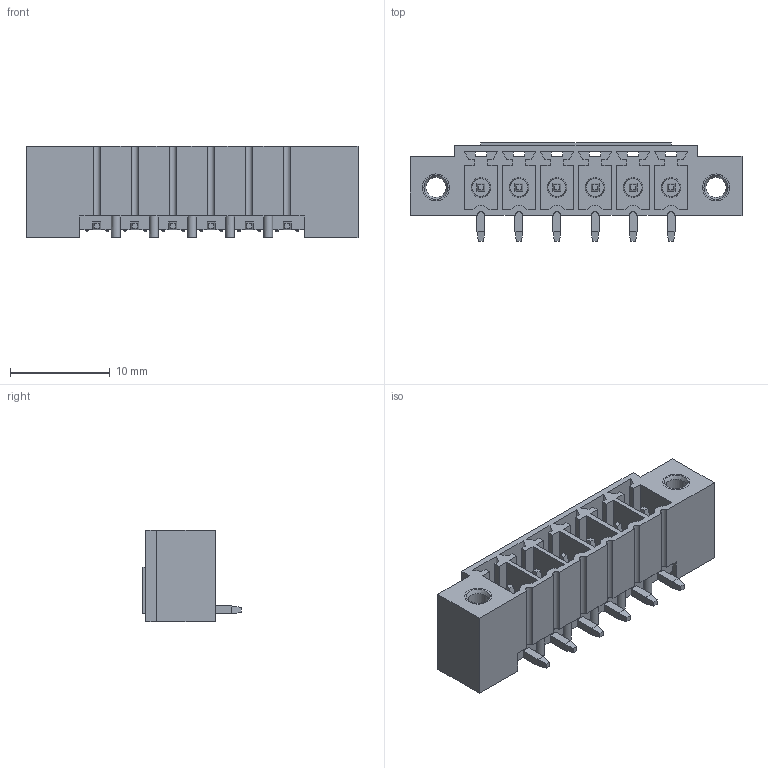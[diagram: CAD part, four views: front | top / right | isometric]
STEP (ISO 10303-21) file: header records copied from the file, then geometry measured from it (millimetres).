
FILE_DESCRIPTION(/* description */ ('Unknown'),/* implementation_level */ '2;1');
FILE_NAME(/* name */ '691701350006B',/* time_stamp */ '2018-04-13T12:24:15+02:00',/* author */ ('Unknown'),/* organization */ ('Unknown'),/* preprocessor_version */ 'ST-DEVELOPER v16.7',/* originating_system */ 'DEX',/* authorisation */ $);
FILE_SCHEMA (('AUTOMOTIVE_DESIGN {1 0 10303 214 3 1 1}'));
Length unit declared in the file: millimetre
Products named in the file (4): 6917013500xxB; 691701350006B; 6917013500xxB_PIN; 6917013500xxB_Thread
Assembly tree (9 placements, depth 2):
  6917013500xxB
    691701350006B
    6917013500xxB_PIN  x6
    6917013500xxB_Thread  x2
Bounding box: 33.25 x 9.9 x 9.2 mm (x, y, z)
Volume: 1165.6 mm3; surface area: 2769.7 mm2
Topology: 9 solids, 9 shells, 401 faces, 1066 edges, 693 vertices
Faces by surface type: plane 329, cylinder 52, sphere 12, cone 8
Full cylindrical faces by diameter (mm): 0.3 x12, 0.9 x10, 2.013 x2, 2.7 x4
Entity records: 9465 total; most frequent: CARTESIAN_POINT 1635, ORIENTED_EDGE 1564, DIRECTION 1517, EDGE_CURVE 782, LINE 679, VECTOR 679, VERTEX_POINT 537, AXIS2_PLACEMENT_3D 419
